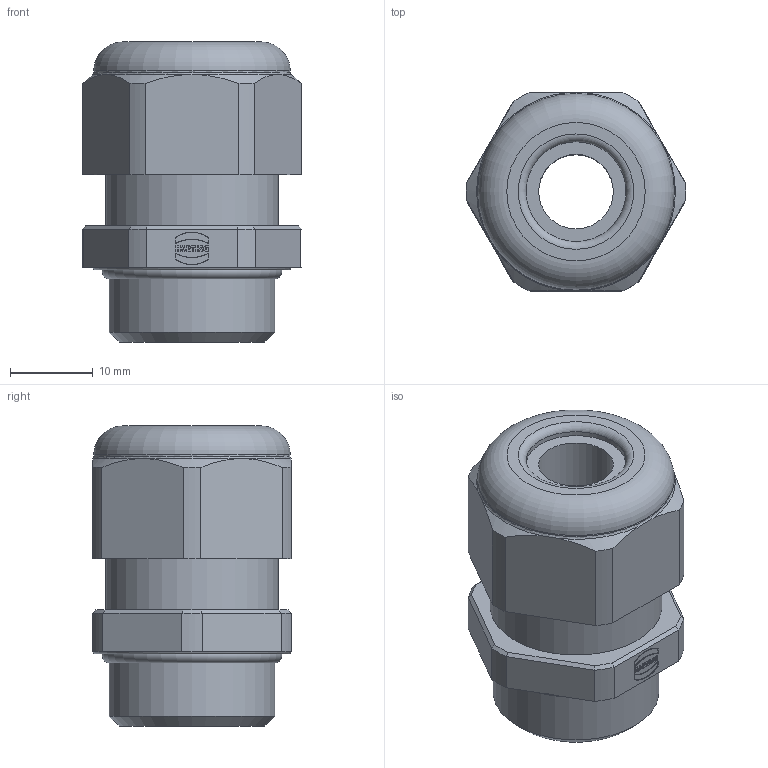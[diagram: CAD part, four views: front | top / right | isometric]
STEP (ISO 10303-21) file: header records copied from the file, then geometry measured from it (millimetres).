
FILE_DESCRIPTION(/* description */ (''),/* implementation_level */ '2;1');
FILE_NAME(/* name */ '100175328ugm000_h.stp',/* time_stamp */ '2020-04-22T08:43:05+02:00',/* author */ (''),/* organization */ (''),/* preprocessor_version */ 'ST-DEVELOPER v16.7',/* originating_system */ 'SIEMENS PLM Software NX 12.0',/* authorisation */ '');
FILE_SCHEMA (('AUTOMOTIVE_DESIGN { 1 0 10303 214 3 1 1 1 }'));
Length unit declared in the file: millimetre
Products named in the file (1): 100175328ugm000_h
Bounding box: 26.44 x 24 x 36.2 mm (x, y, z)
Volume: 12511.3 mm3; surface area: 4732.6 mm2
Topology: 1 solids, 1 shells, 899 faces, 2715 edges, 1919 vertices
Faces by surface type: plane 861, cylinder 18, cone 14, torus 6
Full cylindrical faces by diameter (mm): 9 x1, 12.05 x1, 20 x2, 20.818 x1, 23.7 x1
Entity records: 36294 total; most frequent: CARTESIAN_POINT 5498, ORIENTED_EDGE 5220, DIRECTION 4529, EDGE_CURVE 2610, LINE 2601, VECTOR 2601, VERTEX_POINT 1742, PRESENTATION_STYLE_ASSIGNMENT 988
